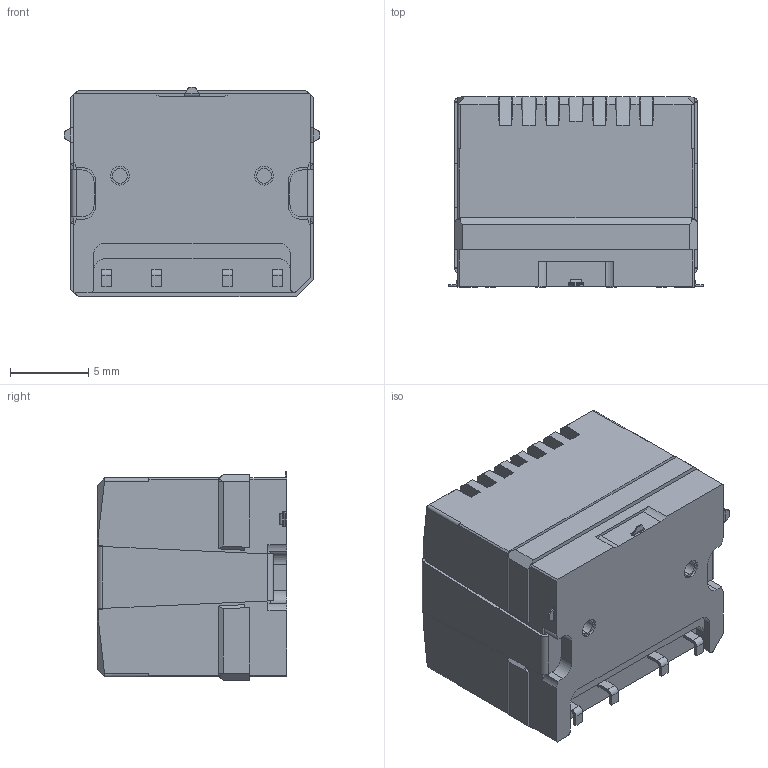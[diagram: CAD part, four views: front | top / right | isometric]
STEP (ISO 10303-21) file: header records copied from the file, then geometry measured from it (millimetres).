
FILE_DESCRIPTION (( 'STEP AP214' ), '1' );
FILE_NAME ('FMSW8030_3D.step', '2024-01-05T21:58:36', ( '' ), ( '' ), 'SwSTEP 2.0', 'SolidWorks 2022', '' );
FILE_SCHEMA (( 'AUTOMOTIVE_DESIGN' ));
Length unit declared in the file: inch
Products named in the file (1): FMSW8030_3D
Bounding box: 16.31 x 12.11 x 13.38 mm (x, y, z)
Volume: 2278.9 mm3; surface area: 1149.1 mm2
Topology: 1 solids, 1 shells, 671 faces, 1806 edges, 1169 vertices
Faces by surface type: plane 432, bspline 126, cylinder 110, cone 3
Entity records: 27953 total; most frequent: CARTESIAN_POINT 12065, ORIENTED_EDGE 3612, DIRECTION 2669, EDGE_CURVE 1806, LINE 1271, VECTOR 1271, VERTEX_POINT 1169, EDGE_LOOP 711
